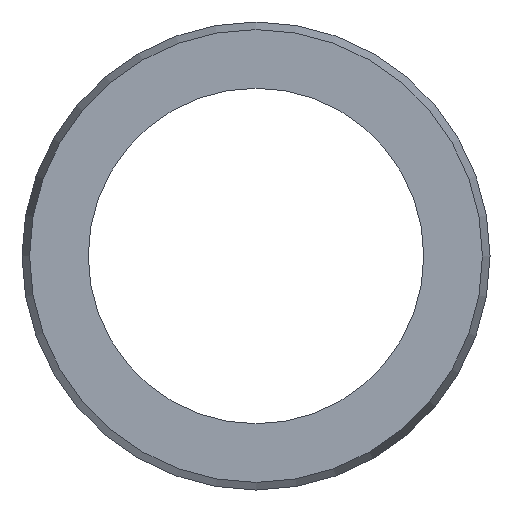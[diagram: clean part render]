
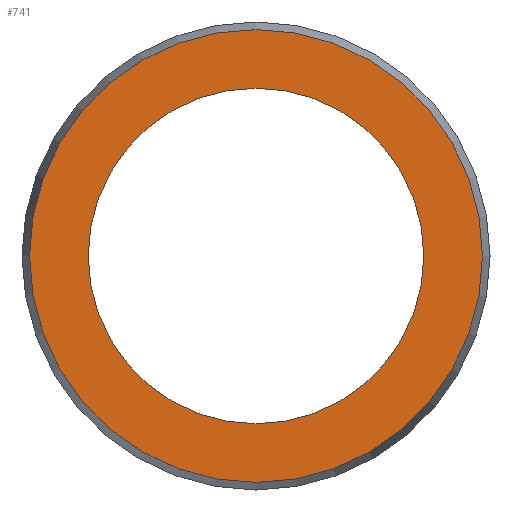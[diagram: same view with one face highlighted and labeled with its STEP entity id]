
A CAD part, left-side view. The second image highlights one B-rep face of the part: STEP entity #741.
In plain terms, the highlighted planar face has unit normal (-1, 0, 0).
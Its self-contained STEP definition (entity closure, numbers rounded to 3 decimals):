
#18=FACE_BOUND('',#115,.T.);
#23=PLANE('',#884);
#75=FACE_OUTER_BOUND('',#114,.T.);
#114=EDGE_LOOP('',(#655,#656));
#115=EDGE_LOOP('',(#657));
#212=CIRCLE('',#831,19.);
#234=CIRCLE('',#862,25.643);
#235=CIRCLE('',#863,25.643);
#296=VERTEX_POINT('',#1285);
#314=VERTEX_POINT('',#1338);
#315=VERTEX_POINT('',#1340);
#393=EDGE_CURVE('',#296,#296,#212,.T.);
#419=EDGE_CURVE('',#315,#314,#234,.T.);
#420=EDGE_CURVE('',#314,#315,#235,.T.);
#655=ORIENTED_EDGE('',*,*,#419,.T.);
#656=ORIENTED_EDGE('',*,*,#420,.T.);
#657=ORIENTED_EDGE('',*,*,#393,.T.);
#741=ADVANCED_FACE('',(#75,#18),#23,.T.);
#831=AXIS2_PLACEMENT_3D('',#1287,#1038,#1039);
#862=AXIS2_PLACEMENT_3D('',#1341,#1104,#1105);
#863=AXIS2_PLACEMENT_3D('',#1342,#1106,#1107);
#884=AXIS2_PLACEMENT_3D('',#1380,#1153,#1154);
#1038=DIRECTION('center_axis',(1.,0.,0.));
#1039=DIRECTION('ref_axis',(0.,0.,-1.));
#1104=DIRECTION('center_axis',(-1.,0.,0.));
#1105=DIRECTION('ref_axis',(0.,1.,0.));
#1106=DIRECTION('center_axis',(-1.,0.,0.));
#1107=DIRECTION('ref_axis',(0.,1.,0.));
#1153=DIRECTION('center_axis',(-1.,0.,0.));
#1154=DIRECTION('ref_axis',(0.,0.,1.));
#1285=CARTESIAN_POINT('',(0.,0.,19.));
#1287=CARTESIAN_POINT('Origin',(0.,0.,0.));
#1338=CARTESIAN_POINT('',(0.,-25.643,0.));
#1340=CARTESIAN_POINT('',(0.,25.643,0.));
#1341=CARTESIAN_POINT('Origin',(0.,0.,0.));
#1342=CARTESIAN_POINT('Origin',(0.,0.,0.));
#1380=CARTESIAN_POINT('Origin',(0.,0.,0.));
